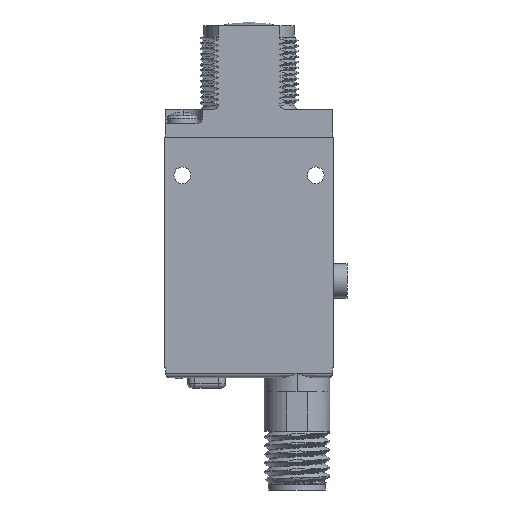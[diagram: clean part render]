
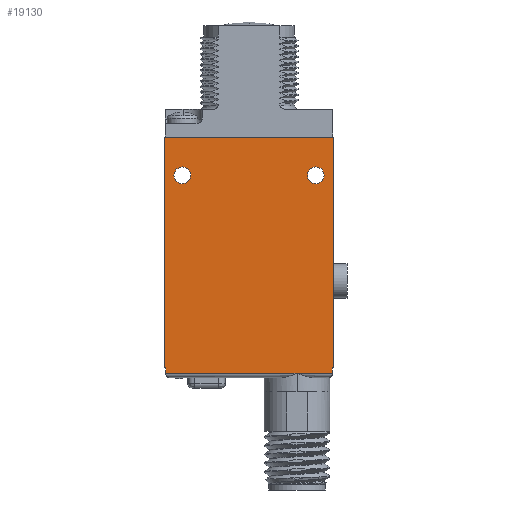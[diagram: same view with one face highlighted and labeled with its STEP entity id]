
A CAD part, left-side view. The second image highlights one B-rep face of the part: STEP entity #19130.
In plain terms, the highlighted planar face has unit normal (-1, 0, 0).
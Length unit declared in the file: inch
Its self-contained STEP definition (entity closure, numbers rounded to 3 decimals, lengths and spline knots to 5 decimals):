
#2843=DIRECTION('',(0.,1.,0.));
#2844=VECTOR('',#2843,0.255);
#2845=CARTESIAN_POINT('',(-0.236,-0.6,-1.7));
#2846=LINE('',#2845,#2844);
#2868=DIRECTION('',(0.,1.,0.));
#2869=VECTOR('',#2868,0.005);
#2870=CARTESIAN_POINT('',(-0.236,-0.605,-1.66));
#2871=LINE('',#2870,#2869);
#2872=DIRECTION('',(0.,0.,1.));
#2873=VECTOR('',#2872,0.04);
#2874=CARTESIAN_POINT('',(-0.236,0.6,-1.7));
#2875=LINE('',#2874,#2873);
#2876=DIRECTION('',(0.,1.,0.));
#2877=VECTOR('',#2876,0.005);
#2878=CARTESIAN_POINT('',(-0.236,0.6,-1.66));
#2879=LINE('',#2878,#2877);
#2880=DIRECTION('',(0.,0.,1.));
#2881=VECTOR('',#2880,1.66);
#2882=CARTESIAN_POINT('',(-0.236,0.605,-1.66));
#2883=LINE('',#2882,#2881);
#2884=DIRECTION('',(0.,-1.,0.));
#2885=VECTOR('',#2884,0.003);
#2886=CARTESIAN_POINT('',(-0.236,0.605,0.));
#2887=LINE('',#2886,#2885);
#2888=DIRECTION('',(0.,1.,0.));
#2889=VECTOR('',#2888,1.204);
#2890=CARTESIAN_POINT('',(-0.236,-0.602,0.));
#2891=LINE('',#2890,#2889);
#2892=DIRECTION('',(0.,-1.,0.));
#2893=VECTOR('',#2892,0.003);
#2894=CARTESIAN_POINT('',(-0.236,-0.602,0.));
#2895=LINE('',#2894,#2893);
#2896=DIRECTION('',(0.,0.,-1.));
#2897=VECTOR('',#2896,1.66);
#2898=CARTESIAN_POINT('',(-0.236,-0.605,0.));
#2899=LINE('',#2898,#2897);
#2900=CARTESIAN_POINT('',(-0.236,0.48,-0.275));
#2901=DIRECTION('',(1.,0.,0.));
#2902=DIRECTION('',(0.,0.,-1.));
#2903=AXIS2_PLACEMENT_3D('',#2900,#2901,#2902);
#2905=CARTESIAN_POINT('',(-0.236,0.48,-0.275));
#2906=DIRECTION('',(1.,0.,0.));
#2907=DIRECTION('',(0.,0.,1.));
#2908=AXIS2_PLACEMENT_3D('',#2905,#2906,#2907);
#2910=CARTESIAN_POINT('',(-0.236,-0.48,-0.275));
#2911=DIRECTION('',(1.,0.,0.));
#2912=DIRECTION('',(0.,0.,-1.));
#2913=AXIS2_PLACEMENT_3D('',#2910,#2911,#2912);
#2915=CARTESIAN_POINT('',(-0.236,-0.48,-0.275));
#2916=DIRECTION('',(1.,0.,0.));
#2917=DIRECTION('',(0.,0.,1.));
#2918=AXIS2_PLACEMENT_3D('',#2915,#2916,#2917);
#2928=DIRECTION('',(0.,0.,1.));
#2929=VECTOR('',#2928,0.04);
#2930=CARTESIAN_POINT('',(-0.236,-0.6,-1.7));
#2931=LINE('',#2930,#2929);
#3418=CARTESIAN_POINT('',(-0.236,-0.345,-1.7));
#3451=DIRECTION('',(0.,1.,0.));
#3452=VECTOR('',#3451,0.945);
#3453=CARTESIAN_POINT('',(-0.236,-0.345,-1.7));
#3454=LINE('',#3453,#3452);
#14274=CARTESIAN_POINT('',(-0.236,-0.605,0.));
#14275=CARTESIAN_POINT('',(-0.236,-0.605,-1.66));
#14276=VERTEX_POINT('',#14274);
#14277=VERTEX_POINT('',#14275);
#14278=CARTESIAN_POINT('',(-0.236,0.605,-1.66));
#14279=CARTESIAN_POINT('',(-0.236,0.605,0.));
#14280=VERTEX_POINT('',#14278);
#14281=VERTEX_POINT('',#14279);
#14298=CARTESIAN_POINT('',(-0.236,0.48,-0.335));
#14299=CARTESIAN_POINT('',(-0.236,0.48,-0.215));
#14300=VERTEX_POINT('',#14298);
#14301=VERTEX_POINT('',#14299);
#14302=CARTESIAN_POINT('',(-0.236,-0.48,-0.335));
#14303=CARTESIAN_POINT('',(-0.236,-0.48,-0.215));
#14304=VERTEX_POINT('',#14302);
#14305=VERTEX_POINT('',#14303);
#14964=CARTESIAN_POINT('',(-0.236,-0.602,0.));
#14965=CARTESIAN_POINT('',(-0.236,0.602,0.));
#14966=VERTEX_POINT('',#14964);
#14967=VERTEX_POINT('',#14965);
#15554=CARTESIAN_POINT('',(-0.236,0.6,-1.7));
#15556=VERTEX_POINT('',#15554);
#15559=CARTESIAN_POINT('',(-0.236,-0.6,-1.7));
#15561=VERTEX_POINT('',#15559);
#15576=VERTEX_POINT('',#3418);
#15880=CARTESIAN_POINT('',(-0.236,-0.6,-1.66));
#15882=VERTEX_POINT('',#15880);
#15884=CARTESIAN_POINT('',(-0.236,0.6,-1.66));
#15886=VERTEX_POINT('',#15884);
#19090=CARTESIAN_POINT('',(-0.236,-0.605,0.));
#19091=DIRECTION('',(1.,0.,0.));
#19092=DIRECTION('',(0.,0.,-1.));
#19093=AXIS2_PLACEMENT_3D('',#19090,#19091,#19092);
#19094=PLANE('',#19093);
#19096=ORIENTED_EDGE('',*,*,#19095,.T.);
#19098=ORIENTED_EDGE('',*,*,#19097,.F.);
#19099=ORIENTED_EDGE('',*,*,#19081,.T.);
#19101=ORIENTED_EDGE('',*,*,#19100,.T.);
#19103=ORIENTED_EDGE('',*,*,#19102,.T.);
#19105=ORIENTED_EDGE('',*,*,#19104,.T.);
#19107=ORIENTED_EDGE('',*,*,#19106,.T.);
#19109=ORIENTED_EDGE('',*,*,#19108,.T.);
#19111=ORIENTED_EDGE('',*,*,#19110,.F.);
#19113=ORIENTED_EDGE('',*,*,#19112,.T.);
#19115=ORIENTED_EDGE('',*,*,#19114,.T.);
#19116=EDGE_LOOP('',(#19096,#19098,#19099,#19101,#19103,#19105,#19107,#19109,
#19111,#19113,#19115));
#19117=FACE_OUTER_BOUND('',#19116,.F.);
#19119=ORIENTED_EDGE('',*,*,#19118,.F.);
#19121=ORIENTED_EDGE('',*,*,#19120,.F.);
#19122=EDGE_LOOP('',(#19119,#19121));
#19123=FACE_BOUND('',#19122,.F.);
#19125=ORIENTED_EDGE('',*,*,#19124,.F.);
#19127=ORIENTED_EDGE('',*,*,#19126,.F.);
#19128=EDGE_LOOP('',(#19125,#19127));
#19129=FACE_BOUND('',#19128,.F.);
#19130=ADVANCED_FACE('',(#19117,#19123,#19129),#19094,.F.);
#2904=CIRCLE('',#2903,0.06);
#2909=CIRCLE('',#2908,0.06);
#2914=CIRCLE('',#2913,0.06);
#2919=CIRCLE('',#2918,0.06);
#19081=EDGE_CURVE('',#15561,#15576,#2846,.T.);
#19095=EDGE_CURVE('',#14277,#15882,#2871,.T.);
#19097=EDGE_CURVE('',#15561,#15882,#2931,.T.);
#19100=EDGE_CURVE('',#15576,#15556,#3454,.T.);
#19102=EDGE_CURVE('',#15556,#15886,#2875,.T.);
#19104=EDGE_CURVE('',#15886,#14280,#2879,.T.);
#19106=EDGE_CURVE('',#14280,#14281,#2883,.T.);
#19108=EDGE_CURVE('',#14281,#14967,#2887,.T.);
#19110=EDGE_CURVE('',#14966,#14967,#2891,.T.);
#19112=EDGE_CURVE('',#14966,#14276,#2895,.T.);
#19114=EDGE_CURVE('',#14276,#14277,#2899,.T.);
#19118=EDGE_CURVE('',#14300,#14301,#2904,.T.);
#19120=EDGE_CURVE('',#14301,#14300,#2909,.T.);
#19124=EDGE_CURVE('',#14304,#14305,#2914,.T.);
#19126=EDGE_CURVE('',#14305,#14304,#2919,.T.);
